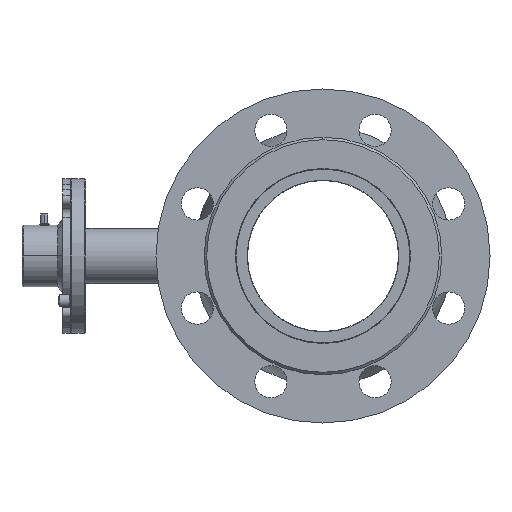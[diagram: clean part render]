
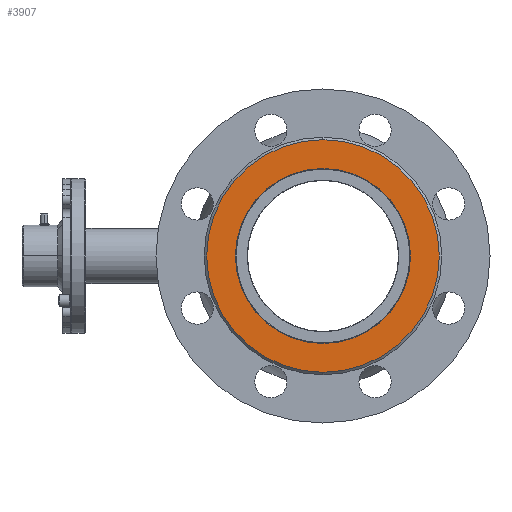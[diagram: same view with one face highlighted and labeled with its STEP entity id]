
A CAD part, left-side view. The second image highlights one B-rep face of the part: STEP entity #3907.
In plain terms, the highlighted planar face has unit normal (-1, 0, 0).
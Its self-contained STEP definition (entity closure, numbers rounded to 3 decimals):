
#74 = EDGE_LOOP ( 'NONE', ( #7915, #11849 ) ) ;
#738 = ORIENTED_EDGE ( 'NONE', *, *, #15056, .F. ) ;
#1103 = DIRECTION ( 'NONE',  ( 0., 0., 1. ) ) ;
#1177 = CIRCLE ( 'NONE', #9282, 70.75 ) ;
#2039 = VERTEX_POINT ( 'NONE', #13699 ) ;
#2461 = CARTESIAN_POINT ( 'NONE',  ( -162.5, 0., -94. ) ) ;
#2632 = CARTESIAN_POINT ( 'NONE',  ( -162.5, 0., 0. ) ) ;
#2936 = DIRECTION ( 'NONE',  ( 0., 0., -1. ) ) ;
#3538 = DIRECTION ( 'NONE',  ( 0., 0., 1. ) ) ;
#3907 = ADVANCED_FACE ( 'NONE', ( #6459, #12663 ), #5409, .F. ) ;
#4169 = DIRECTION ( 'NONE',  ( 1., 0., 0. ) ) ;
#4226 = VERTEX_POINT ( 'NONE', #6604 ) ;
#4298 = CARTESIAN_POINT ( 'NONE',  ( -162.5, 0., -70.75 ) ) ;
#4890 = EDGE_CURVE ( 'NONE', #4226, #9874, #8870, .T. ) ;
#5075 = CIRCLE ( 'NONE', #14220, 94. ) ;
#5409 = PLANE ( 'NONE',  #14588 ) ;
#5900 = ORIENTED_EDGE ( 'NONE', *, *, #4890, .F. ) ;
#6459 = FACE_BOUND ( 'NONE', #14822, .T. ) ;
#6604 = CARTESIAN_POINT ( 'NONE',  ( -162.5, 0., 70.75 ) ) ;
#6818 = DIRECTION ( 'NONE',  ( -1., 0., 0. ) ) ;
#7615 = DIRECTION ( 'NONE',  ( -1., 0., 0. ) ) ;
#7915 = ORIENTED_EDGE ( 'NONE', *, *, #9749, .T. ) ;
#8607 = AXIS2_PLACEMENT_3D ( 'NONE', #12355, #14660, #13436 ) ;
#8870 = CIRCLE ( 'NONE', #8607, 70.75 ) ;
#9282 = AXIS2_PLACEMENT_3D ( 'NONE', #11455, #6818, #10331 ) ;
#9686 = CARTESIAN_POINT ( 'NONE',  ( -162.5, 0., 0. ) ) ;
#9749 = EDGE_CURVE ( 'NONE', #15311, #2039, #5075, .T. ) ;
#9750 = AXIS2_PLACEMENT_3D ( 'NONE', #2632, #7615, #3538 ) ;
#9874 = VERTEX_POINT ( 'NONE', #4298 ) ;
#10331 = DIRECTION ( 'NONE',  ( 0., 0., 1. ) ) ;
#10377 = CARTESIAN_POINT ( 'NONE',  ( -162.5, 70.75, 0. ) ) ;
#11455 = CARTESIAN_POINT ( 'NONE',  ( -162.5, 0., 0. ) ) ;
#11849 = ORIENTED_EDGE ( 'NONE', *, *, #13073, .T. ) ;
#12091 = CIRCLE ( 'NONE', #9750, 94. ) ;
#12355 = CARTESIAN_POINT ( 'NONE',  ( -162.5, 0., 0. ) ) ;
#12663 = FACE_OUTER_BOUND ( 'NONE', #74, .T. ) ;
#13073 = EDGE_CURVE ( 'NONE', #2039, #15311, #12091, .T. ) ;
#13436 = DIRECTION ( 'NONE',  ( 0., 0., 1. ) ) ;
#13699 = CARTESIAN_POINT ( 'NONE',  ( -162.5, 0., 94. ) ) ;
#14220 = AXIS2_PLACEMENT_3D ( 'NONE', #9686, #15910, #1103 ) ;
#14588 = AXIS2_PLACEMENT_3D ( 'NONE', #10377, #4169, #2936 ) ;
#14660 = DIRECTION ( 'NONE',  ( -1., 0., 0. ) ) ;
#14822 = EDGE_LOOP ( 'NONE', ( #5900, #738 ) ) ;
#15056 = EDGE_CURVE ( 'NONE', #9874, #4226, #1177, .T. ) ;
#15311 = VERTEX_POINT ( 'NONE', #2461 ) ;
#15910 = DIRECTION ( 'NONE',  ( -1., 0., 0. ) ) ;
